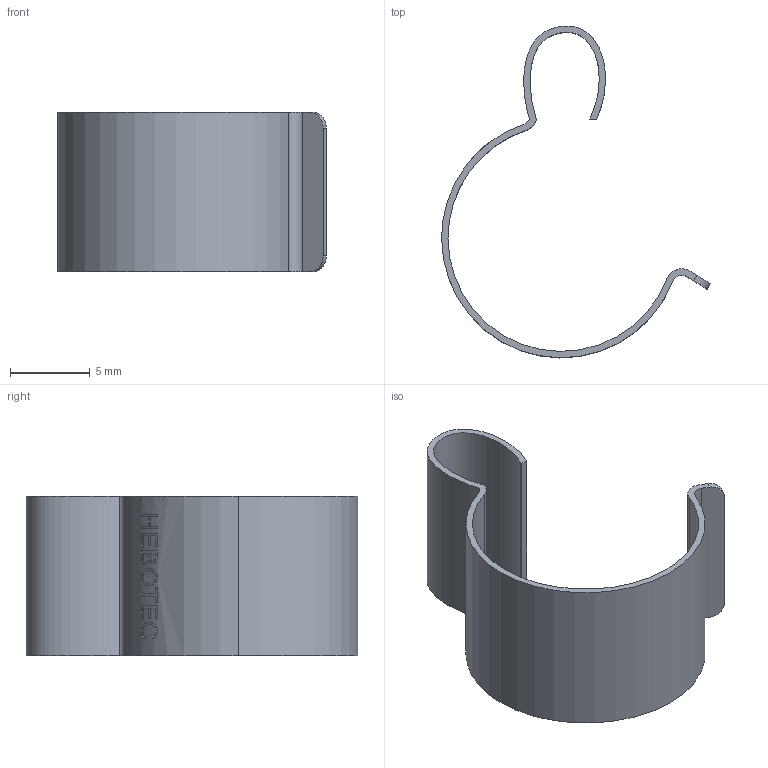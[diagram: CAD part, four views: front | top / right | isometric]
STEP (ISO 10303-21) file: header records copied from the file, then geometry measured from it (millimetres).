
FILE_DESCRIPTION (( 'STEP AP214' ), '1' );
FILE_NAME ('3110-215.STEP', '2024-09-11T08:16:26', ( '' ), ( '' ), 'SwSTEP 2.0', 'SolidWorks 2022', '' );
FILE_SCHEMA (( 'AUTOMOTIVE_DESIGN' ));
Length unit declared in the file: millimetre
Products named in the file (1): 3110-215
Bounding box: 16.85 x 20.79 x 10 mm (x, y, z)
Volume: 190 mm3; surface area: 987.4 mm2
Topology: 1 solids, 1 shells, 209 faces, 591 edges, 394 vertices
Faces by surface type: bspline 128, plane 61, cylinder 20
Entity records: 10676 total; most frequent: CARTESIAN_POINT 4607, ORIENTED_EDGE 1182, EDGE_CURVE 591, DIRECTION 564, VERTEX_POINT 394, B_SPLINE_CURVE_WITH_KNOTS 261, LINE 260, VECTOR 260
